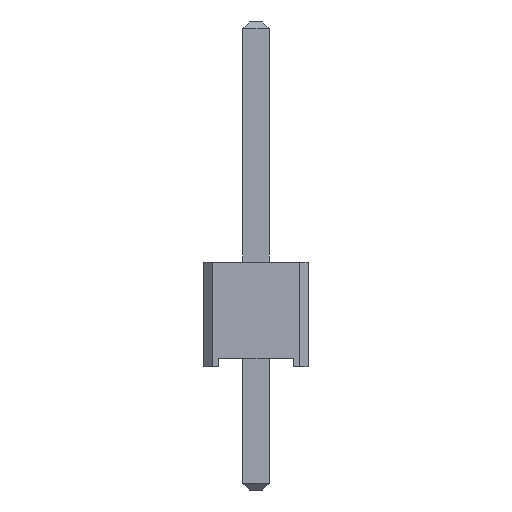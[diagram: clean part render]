
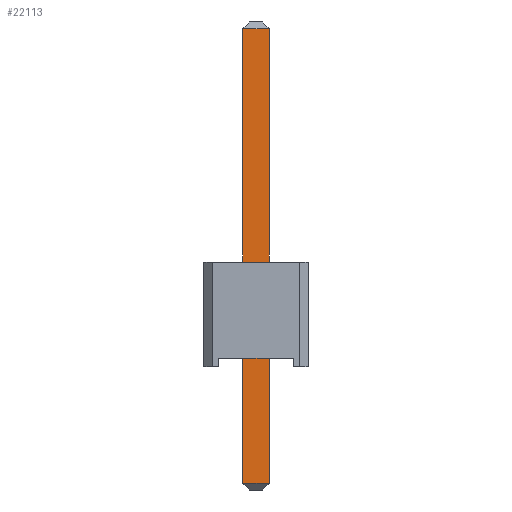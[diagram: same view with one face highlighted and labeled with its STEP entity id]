
A CAD part, left-side view. The second image highlights one B-rep face of the part: STEP entity #22113.
In plain terms, the highlighted planar face has unit normal (-1, 0, 0).
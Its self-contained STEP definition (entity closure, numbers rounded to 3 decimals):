
#21997 = EDGE_CURVE('',#21998,#22000,#22002,.T.);
#21998 = VERTEX_POINT('',#21999);
#21999 = CARTESIAN_POINT('',(-0.32,0.32,-2.84));
#22000 = VERTEX_POINT('',#22001);
#22001 = CARTESIAN_POINT('',(-0.32,0.32,8.22));
#22002 = SURFACE_CURVE('',#22003,(#22007,#22019),.PCURVE_S1.);
#22003 = LINE('',#22004,#22005);
#22004 = CARTESIAN_POINT('',(-0.32,0.32,-3.));
#22005 = VECTOR('',#22006,1.);
#22006 = DIRECTION('',(0.,0.,1.));
#22007 = PCURVE('',#22008,#22013);
#22008 = PLANE('',#22009);
#22009 = AXIS2_PLACEMENT_3D('',#22010,#22011,#22012);
#22010 = CARTESIAN_POINT('',(-0.32,0.32,-3.));
#22011 = DIRECTION('',(0.,1.,0.));
#22012 = DIRECTION('',(1.,0.,0.));
#22013 = DEFINITIONAL_REPRESENTATION('',(#22014),#22018);
#22014 = LINE('',#22015,#22016);
#22015 = CARTESIAN_POINT('',(0.,0.));
#22016 = VECTOR('',#22017,1.);
#22017 = DIRECTION('',(0.,-1.));
#22018 = ( GEOMETRIC_REPRESENTATION_CONTEXT(2) 
PARAMETRIC_REPRESENTATION_CONTEXT() REPRESENTATION_CONTEXT('2D SPACE',''
  ) );
#22019 = PCURVE('',#22020,#22025);
#22020 = PLANE('',#22021);
#22021 = AXIS2_PLACEMENT_3D('',#22022,#22023,#22024);
#22022 = CARTESIAN_POINT('',(-0.32,-0.32,-3.));
#22023 = DIRECTION('',(-1.,0.,0.));
#22024 = DIRECTION('',(0.,1.,0.));
#22025 = DEFINITIONAL_REPRESENTATION('',(#22026),#22030);
#22026 = LINE('',#22027,#22028);
#22027 = CARTESIAN_POINT('',(0.64,0.));
#22028 = VECTOR('',#22029,1.);
#22029 = DIRECTION('',(0.,-1.));
#22030 = ( GEOMETRIC_REPRESENTATION_CONTEXT(2) 
PARAMETRIC_REPRESENTATION_CONTEXT() REPRESENTATION_CONTEXT('2D SPACE',''
  ) );
#22113 = ADVANCED_FACE('',(#22114),#22020,.T.);
#22114 = FACE_BOUND('',#22115,.T.);
#22115 = EDGE_LOOP('',(#22116,#22146,#22172,#22173));
#22116 = ORIENTED_EDGE('',*,*,#22117,.T.);
#22117 = EDGE_CURVE('',#22118,#22120,#22122,.T.);
#22118 = VERTEX_POINT('',#22119);
#22119 = CARTESIAN_POINT('',(-0.32,-0.32,-2.84));
#22120 = VERTEX_POINT('',#22121);
#22121 = CARTESIAN_POINT('',(-0.32,-0.32,8.22));
#22122 = SURFACE_CURVE('',#22123,(#22127,#22134),.PCURVE_S1.);
#22123 = LINE('',#22124,#22125);
#22124 = CARTESIAN_POINT('',(-0.32,-0.32,-3.));
#22125 = VECTOR('',#22126,1.);
#22126 = DIRECTION('',(0.,0.,1.));
#22127 = PCURVE('',#22020,#22128);
#22128 = DEFINITIONAL_REPRESENTATION('',(#22129),#22133);
#22129 = LINE('',#22130,#22131);
#22130 = CARTESIAN_POINT('',(0.,0.));
#22131 = VECTOR('',#22132,1.);
#22132 = DIRECTION('',(0.,-1.));
#22133 = ( GEOMETRIC_REPRESENTATION_CONTEXT(2) 
PARAMETRIC_REPRESENTATION_CONTEXT() REPRESENTATION_CONTEXT('2D SPACE',''
  ) );
#22134 = PCURVE('',#22135,#22140);
#22135 = PLANE('',#22136);
#22136 = AXIS2_PLACEMENT_3D('',#22137,#22138,#22139);
#22137 = CARTESIAN_POINT('',(0.32,-0.32,-3.));
#22138 = DIRECTION('',(0.,-1.,0.));
#22139 = DIRECTION('',(-1.,0.,0.));
#22140 = DEFINITIONAL_REPRESENTATION('',(#22141),#22145);
#22141 = LINE('',#22142,#22143);
#22142 = CARTESIAN_POINT('',(0.64,0.));
#22143 = VECTOR('',#22144,1.);
#22144 = DIRECTION('',(0.,-1.));
#22145 = ( GEOMETRIC_REPRESENTATION_CONTEXT(2) 
PARAMETRIC_REPRESENTATION_CONTEXT() REPRESENTATION_CONTEXT('2D SPACE',''
  ) );
#22146 = ORIENTED_EDGE('',*,*,#22147,.T.);
#22147 = EDGE_CURVE('',#22120,#22000,#22148,.T.);
#22148 = SURFACE_CURVE('',#22149,(#22153,#22160),.PCURVE_S1.);
#22149 = LINE('',#22150,#22151);
#22150 = CARTESIAN_POINT('',(-0.32,-0.32,8.22));
#22151 = VECTOR('',#22152,1.);
#22152 = DIRECTION('',(0.,1.,0.));
#22153 = PCURVE('',#22020,#22154);
#22154 = DEFINITIONAL_REPRESENTATION('',(#22155),#22159);
#22155 = LINE('',#22156,#22157);
#22156 = CARTESIAN_POINT('',(0.,-11.22));
#22157 = VECTOR('',#22158,1.);
#22158 = DIRECTION('',(1.,0.));
#22159 = ( GEOMETRIC_REPRESENTATION_CONTEXT(2) 
PARAMETRIC_REPRESENTATION_CONTEXT() REPRESENTATION_CONTEXT('2D SPACE',''
  ) );
#22160 = PCURVE('',#22161,#22166);
#22161 = PLANE('',#22162);
#22162 = AXIS2_PLACEMENT_3D('',#22163,#22164,#22165);
#22163 = CARTESIAN_POINT('',(-0.24,-0.32,8.3));
#22164 = DIRECTION('',(-0.707,0.,
    0.707));
#22165 = DIRECTION('',(0.,-1.,0.));
#22166 = DEFINITIONAL_REPRESENTATION('',(#22167),#22171);
#22167 = LINE('',#22168,#22169);
#22168 = CARTESIAN_POINT('',(0.,-0.113));
#22169 = VECTOR('',#22170,1.);
#22170 = DIRECTION('',(-1.,0.));
#22171 = ( GEOMETRIC_REPRESENTATION_CONTEXT(2) 
PARAMETRIC_REPRESENTATION_CONTEXT() REPRESENTATION_CONTEXT('2D SPACE',''
  ) );
#22172 = ORIENTED_EDGE('',*,*,#21997,.F.);
#22173 = ORIENTED_EDGE('',*,*,#22174,.F.);
#22174 = EDGE_CURVE('',#22118,#21998,#22175,.T.);
#22175 = SURFACE_CURVE('',#22176,(#22180,#22187),.PCURVE_S1.);
#22176 = LINE('',#22177,#22178);
#22177 = CARTESIAN_POINT('',(-0.32,-0.32,-2.84));
#22178 = VECTOR('',#22179,1.);
#22179 = DIRECTION('',(0.,1.,0.));
#22180 = PCURVE('',#22020,#22181);
#22181 = DEFINITIONAL_REPRESENTATION('',(#22182),#22186);
#22182 = LINE('',#22183,#22184);
#22183 = CARTESIAN_POINT('',(0.,-0.16));
#22184 = VECTOR('',#22185,1.);
#22185 = DIRECTION('',(1.,0.));
#22186 = ( GEOMETRIC_REPRESENTATION_CONTEXT(2) 
PARAMETRIC_REPRESENTATION_CONTEXT() REPRESENTATION_CONTEXT('2D SPACE',''
  ) );
#22187 = PCURVE('',#22188,#22193);
#22188 = PLANE('',#22189);
#22189 = AXIS2_PLACEMENT_3D('',#22190,#22191,#22192);
#22190 = CARTESIAN_POINT('',(-0.24,-0.32,-2.92));
#22191 = DIRECTION('',(0.707,0.,0.707));
#22192 = DIRECTION('',(0.,-1.,0.));
#22193 = DEFINITIONAL_REPRESENTATION('',(#22194),#22198);
#22194 = LINE('',#22195,#22196);
#22195 = CARTESIAN_POINT('',(0.,-0.113));
#22196 = VECTOR('',#22197,1.);
#22197 = DIRECTION('',(-1.,0.));
#22198 = ( GEOMETRIC_REPRESENTATION_CONTEXT(2) 
PARAMETRIC_REPRESENTATION_CONTEXT() REPRESENTATION_CONTEXT('2D SPACE',''
  ) );
